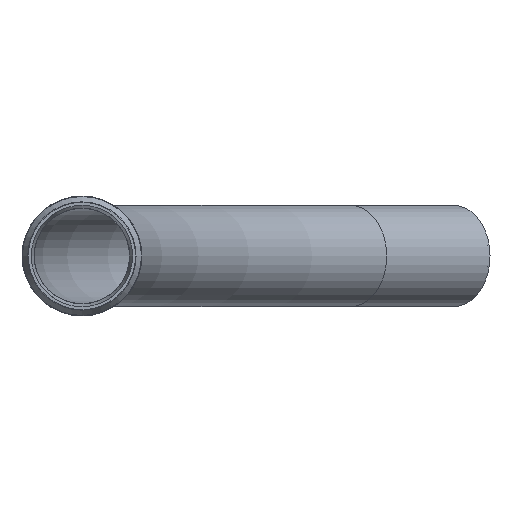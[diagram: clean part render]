
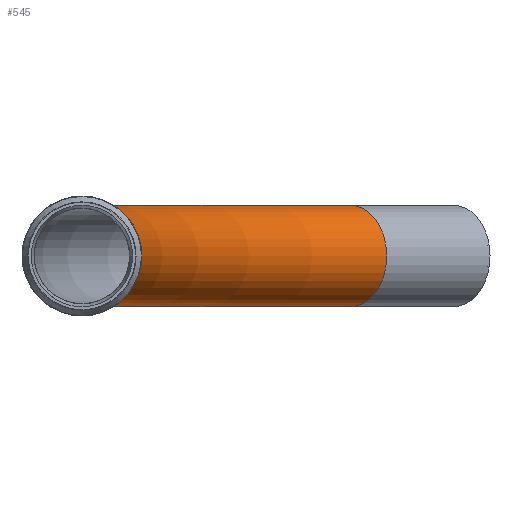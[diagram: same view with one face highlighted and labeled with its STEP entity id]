
A CAD part, left-side view. The second image highlights one B-rep face of the part: STEP entity #545.
In plain terms, the highlighted toroidal (fillet/blend) face has major radius 1000 mm and minor radius 55 mm.
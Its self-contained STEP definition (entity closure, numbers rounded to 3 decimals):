
#26=TOROIDAL_SURFACE('',#611,1000.,55.);
#43=FACE_OUTER_BOUND('',#75,.T.);
#75=EDGE_LOOP('',(#377,#378,#379,#380,#381,#382));
#146=CIRCLE('',#609,55.);
#147=CIRCLE('',#610,55.);
#148=CIRCLE('',#612,945.);
#149=CIRCLE('',#613,55.);
#150=CIRCLE('',#614,55.);
#217=VERTEX_POINT('',#950);
#218=VERTEX_POINT('',#952);
#219=VERTEX_POINT('',#956);
#220=VERTEX_POINT('',#958);
#279=EDGE_CURVE('',#217,#218,#146,.T.);
#280=EDGE_CURVE('',#218,#217,#147,.T.);
#281=EDGE_CURVE('',#218,#219,#148,.T.);
#282=EDGE_CURVE('',#219,#220,#149,.T.);
#283=EDGE_CURVE('',#220,#219,#150,.T.);
#377=ORIENTED_EDGE('',*,*,#280,.F.);
#378=ORIENTED_EDGE('',*,*,#281,.T.);
#379=ORIENTED_EDGE('',*,*,#282,.T.);
#380=ORIENTED_EDGE('',*,*,#283,.T.);
#381=ORIENTED_EDGE('',*,*,#281,.F.);
#382=ORIENTED_EDGE('',*,*,#279,.F.);
#545=ADVANCED_FACE('',(#43),#26,.T.);
#609=AXIS2_PLACEMENT_3D('',#953,#731,#732);
#610=AXIS2_PLACEMENT_3D('',#954,#733,#734);
#611=AXIS2_PLACEMENT_3D('',#955,#735,#736);
#612=AXIS2_PLACEMENT_3D('',#957,#737,#738);
#613=AXIS2_PLACEMENT_3D('',#959,#739,#740);
#614=AXIS2_PLACEMENT_3D('',#960,#741,#742);
#731=DIRECTION('center_axis',(0.707,-0.707,0.));
#732=DIRECTION('ref_axis',(0.,0.,-1.));
#733=DIRECTION('center_axis',(0.707,-0.707,0.));
#734=DIRECTION('ref_axis',(0.,0.,-1.));
#735=DIRECTION('center_axis',(0.,0.,-1.));
#736=DIRECTION('ref_axis',(-1.,0.,0.));
#737=DIRECTION('center_axis',(0.,0.,1.));
#738=DIRECTION('ref_axis',(-1.,0.,0.));
#739=DIRECTION('center_axis',(1.,0.,0.));
#740=DIRECTION('ref_axis',(0.,0.,-1.));
#741=DIRECTION('center_axis',(1.,0.,0.));
#742=DIRECTION('ref_axis',(0.,0.,-1.));
#950=CARTESIAN_POINT('',(736.998,-292.893,55.));
#952=CARTESIAN_POINT('',(698.107,-331.784,0.));
#953=CARTESIAN_POINT('Origin',(736.998,-292.893,0.));
#954=CARTESIAN_POINT('Origin',(736.998,-292.893,0.));
#955=CARTESIAN_POINT('Origin',(29.891,-1000.,0.));
#956=CARTESIAN_POINT('',(29.891,-55.,0.));
#957=CARTESIAN_POINT('Origin',(29.891,-1000.,0.));
#958=CARTESIAN_POINT('',(29.891,0.,55.));
#959=CARTESIAN_POINT('Origin',(29.891,0.,0.));
#960=CARTESIAN_POINT('Origin',(29.891,0.,0.));
